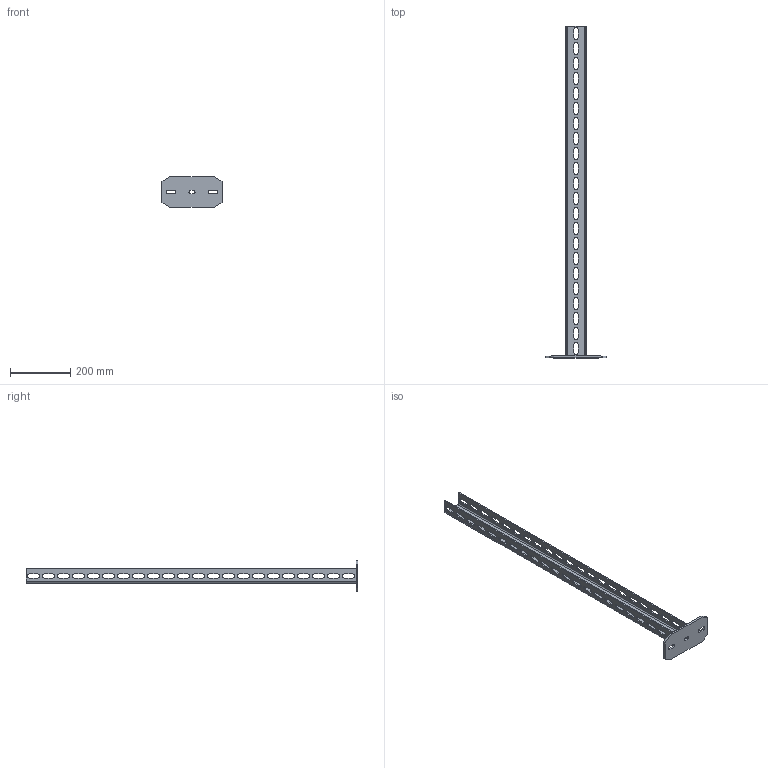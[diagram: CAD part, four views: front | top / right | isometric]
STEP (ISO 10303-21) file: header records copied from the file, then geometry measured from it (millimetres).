
FILE_DESCRIPTION((''),'2;1');
FILE_NAME('6339190','2012-07-23T',('AndreasKeweloh'),(''),'PRO/ENGINEER BY PARAMETRIC TECHNOLOGY CORPORATION, 2012130','PRO/ENGINEER BY PARAMETRIC TECHNOLOGY CORPORATION, 2012130','');
FILE_SCHEMA(('CONFIG_CONTROL_DESIGN'));
Length unit declared in the file: millimetre
Products named in the file (1): 6339190
Bounding box: 200 x 1106.5 x 100 mm (x, y, z)
Volume: 672283.4 mm3; surface area: 352363.2 mm2
Topology: 1 solids, 1 shells, 299 faces, 888 edges, 592 vertices
Faces by surface type: plane 157, cylinder 142
Entity records: 10400 total; most frequent: CARTESIAN_POINT 1779, ORIENTED_EDGE 1776, DIRECTION 1770, EDGE_CURVE 888, VECTOR 604, LINE 604, VERTEX_POINT 592, AXIS2_PLACEMENT_3D 583
